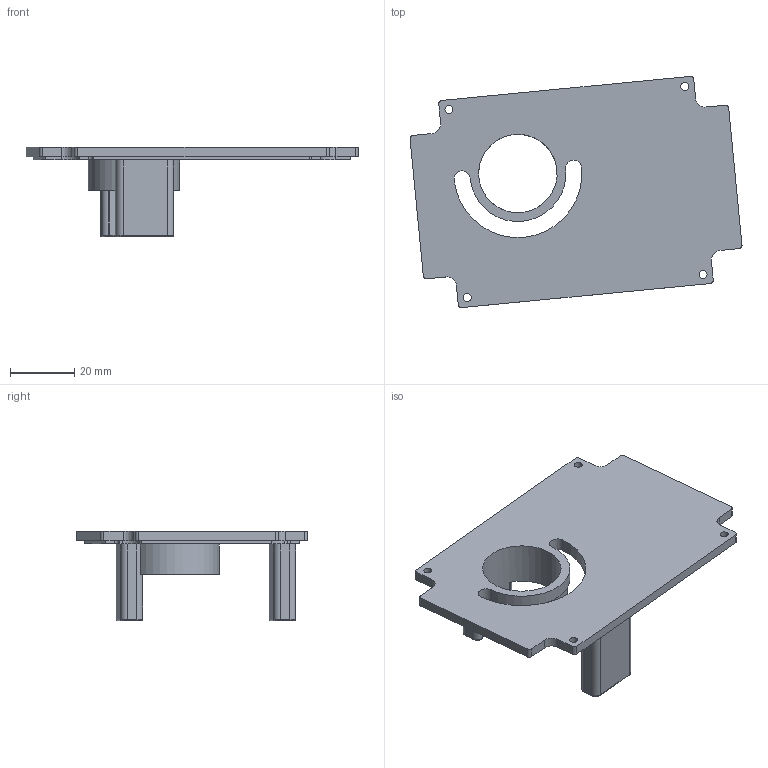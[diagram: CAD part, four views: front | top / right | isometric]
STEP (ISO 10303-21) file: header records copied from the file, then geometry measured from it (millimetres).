
FILE_DESCRIPTION(/* description */ (''),/* implementation_level */ '2;1');
FILE_NAME(/* name */ 'BRAÇO ROBÓTICO - Base A2_ipt_d4445b69.STEP',/* time_stamp */ '2023-09-21T12:22:18-03:00',/* author */ ('Araújo, I.'),/* organization */ (''),/* preprocessor_version */ 'ST-DEVELOPER v18.1',/* originating_system */ 'Autodesk Inventor 2021',/* authorisation */ '');
FILE_SCHEMA (('AUTOMOTIVE_DESIGN { 1 0 10303 214 3 1 1 }'));
Length unit declared in the file: millimetre
Products named in the file (1): BRAÇO ROBÓTICO - Base A Tampa
Bounding box: 103.69 x 72.23 x 28 mm (x, y, z)
Volume: 27228.4 mm3; surface area: 16471.4 mm2
Topology: 1 solids, 1 shells, 119 faces, 323 edges, 216 vertices
Faces by surface type: cylinder 55, plane 55, torus 9
Full cylindrical faces by diameter (mm): 1.5 x4, 2.5 x4, 3.5 x4, 24.5 x1
Entity records: 3910 total; most frequent: DIRECTION 702, CARTESIAN_POINT 685, ORIENTED_EDGE 646, EDGE_CURVE 323, AXIS2_PLACEMENT_3D 261, VERTEX_POINT 216, LINE 180, VECTOR 180
